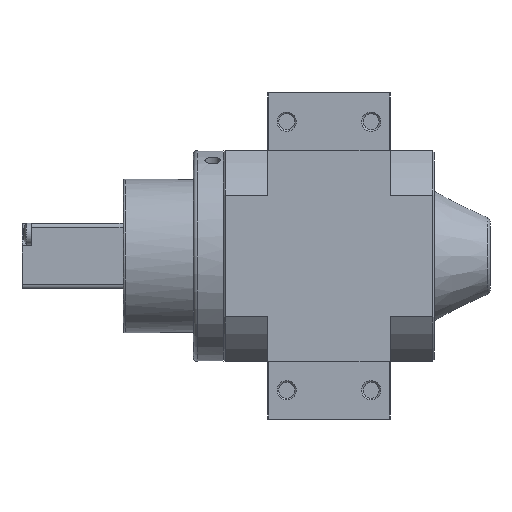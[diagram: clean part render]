
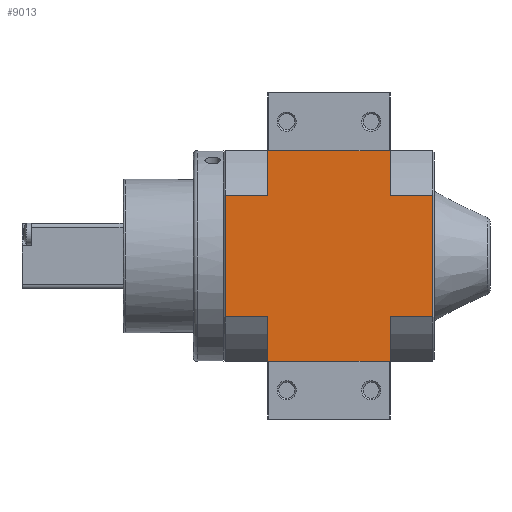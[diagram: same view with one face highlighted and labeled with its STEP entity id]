
A CAD part, left-side view. The second image highlights one B-rep face of the part: STEP entity #9013.
In plain terms, the highlighted face is planar.
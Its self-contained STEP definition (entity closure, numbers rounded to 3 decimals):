
#190=LINE('',#12847,#704);
#205=LINE('',#12943,#719);
#213=LINE('',#12958,#727);
#214=LINE('',#12961,#728);
#215=LINE('',#12963,#729);
#216=LINE('',#12964,#730);
#217=LINE('',#12966,#731);
#218=LINE('',#12968,#732);
#219=LINE('',#12970,#733);
#220=LINE('',#12972,#734);
#221=LINE('',#12973,#735);
#222=LINE('',#12975,#736);
#704=VECTOR('',#10507,1000.);
#719=VECTOR('',#10566,1000.);
#727=VECTOR('',#10576,1000.);
#728=VECTOR('',#10577,1000.);
#729=VECTOR('',#10578,1000.);
#730=VECTOR('',#10579,1000.);
#731=VECTOR('',#10580,1000.);
#732=VECTOR('',#10581,1000.);
#733=VECTOR('',#10582,1000.);
#734=VECTOR('',#10583,1000.);
#735=VECTOR('',#10584,1000.);
#736=VECTOR('',#10585,1000.);
#1191=PLANE('',#9549);
#1636=ORIENTED_EDGE('',*,*,#3551,.T.);
#1637=ORIENTED_EDGE('',*,*,#3552,.F.);
#1638=ORIENTED_EDGE('',*,*,#3553,.T.);
#1639=ORIENTED_EDGE('',*,*,#3506,.T.);
#1640=ORIENTED_EDGE('',*,*,#3554,.F.);
#1641=ORIENTED_EDGE('',*,*,#3555,.T.);
#1642=ORIENTED_EDGE('',*,*,#3556,.F.);
#1643=ORIENTED_EDGE('',*,*,#3557,.T.);
#1644=ORIENTED_EDGE('',*,*,#3558,.F.);
#1645=ORIENTED_EDGE('',*,*,#3543,.T.);
#1646=ORIENTED_EDGE('',*,*,#3559,.T.);
#1647=ORIENTED_EDGE('',*,*,#3560,.F.);
#3506=EDGE_CURVE('',#4467,#4466,#190,.T.);
#3543=EDGE_CURVE('',#4494,#4493,#205,.T.);
#3551=EDGE_CURVE('',#4500,#4501,#213,.T.);
#3552=EDGE_CURVE('',#4502,#4501,#214,.F.);
#3553=EDGE_CURVE('',#4502,#4467,#215,.T.);
#3554=EDGE_CURVE('',#4503,#4466,#216,.T.);
#3555=EDGE_CURVE('',#4503,#4504,#217,.F.);
#3556=EDGE_CURVE('',#4505,#4504,#218,.T.);
#3557=EDGE_CURVE('',#4505,#4506,#219,.T.);
#3558=EDGE_CURVE('',#4494,#4506,#220,.T.);
#3559=EDGE_CURVE('',#4493,#4507,#221,.T.);
#3560=EDGE_CURVE('',#4500,#4507,#222,.T.);
#4466=VERTEX_POINT('',#12846);
#4467=VERTEX_POINT('',#12848);
#4493=VERTEX_POINT('',#12942);
#4494=VERTEX_POINT('',#12944);
#4500=VERTEX_POINT('',#12959);
#4501=VERTEX_POINT('',#12960);
#4502=VERTEX_POINT('',#12962);
#4503=VERTEX_POINT('',#12965);
#4504=VERTEX_POINT('',#12967);
#4505=VERTEX_POINT('',#12969);
#4506=VERTEX_POINT('',#12971);
#4507=VERTEX_POINT('',#12974);
#5520=EDGE_LOOP('',(#1636,#1637,#1638,#1639,#1640,#1641,#1642,#1643,#1644,
#1645,#1646,#1647));
#6142=FACE_BOUND('',#5520,.T.);
#9013=ADVANCED_FACE('',(#6142),#1191,.T.);
#9549=AXIS2_PLACEMENT_3D('',#12957,#10574,#10575);
#10507=DIRECTION('',(0.,-1.,0.));
#10566=DIRECTION('',(0.,1.,0.));
#10574=DIRECTION('',(0.,0.,1.));
#10575=DIRECTION('',(1.,0.,0.));
#10576=DIRECTION('',(-1.,0.,0.));
#10577=DIRECTION('',(0.,-1.,0.));
#10578=DIRECTION('',(-1.,0.,0.));
#10579=DIRECTION('',(-1.,0.,0.));
#10580=DIRECTION('',(0.,1.,0.));
#10581=DIRECTION('',(-1.,0.,0.));
#10582=DIRECTION('',(0.,1.,0.));
#10583=DIRECTION('',(-1.,0.,0.));
#10584=DIRECTION('',(-1.,0.,0.));
#10585=DIRECTION('',(0.,-1.,0.));
#12846=CARTESIAN_POINT('',(-27.5,-16.,27.5));
#12847=CARTESIAN_POINT('',(-27.5,27.,27.5));
#12848=CARTESIAN_POINT('',(-27.5,16.,27.5));
#12942=CARTESIAN_POINT('',(27.5,16.,27.5));
#12943=CARTESIAN_POINT('',(27.5,-27.,27.5));
#12944=CARTESIAN_POINT('',(27.5,-16.,27.5));
#12957=CARTESIAN_POINT('',(0.,0.,27.5));
#12958=CARTESIAN_POINT('',(33.,27.,27.5));
#12959=CARTESIAN_POINT('',(15.869,27.,27.5));
#12960=CARTESIAN_POINT('',(-15.869,27.,27.5));
#12961=CARTESIAN_POINT('',(-15.869,33.,27.5));
#12962=CARTESIAN_POINT('',(-15.869,16.,27.5));
#12963=CARTESIAN_POINT('',(0.,16.,27.5));
#12964=CARTESIAN_POINT('',(0.,-16.,27.5));
#12965=CARTESIAN_POINT('',(-15.869,-16.,27.5));
#12966=CARTESIAN_POINT('',(-15.869,-33.,27.5));
#12967=CARTESIAN_POINT('',(-15.869,-27.,27.5));
#12968=CARTESIAN_POINT('',(33.,-27.,27.5));
#12969=CARTESIAN_POINT('',(15.869,-27.,27.5));
#12970=CARTESIAN_POINT('',(15.869,-33.,27.5));
#12971=CARTESIAN_POINT('',(15.869,-16.,27.5));
#12972=CARTESIAN_POINT('',(0.,-16.,27.5));
#12973=CARTESIAN_POINT('',(0.,16.,27.5));
#12974=CARTESIAN_POINT('',(15.869,16.,27.5));
#12975=CARTESIAN_POINT('',(15.869,33.,27.5));
